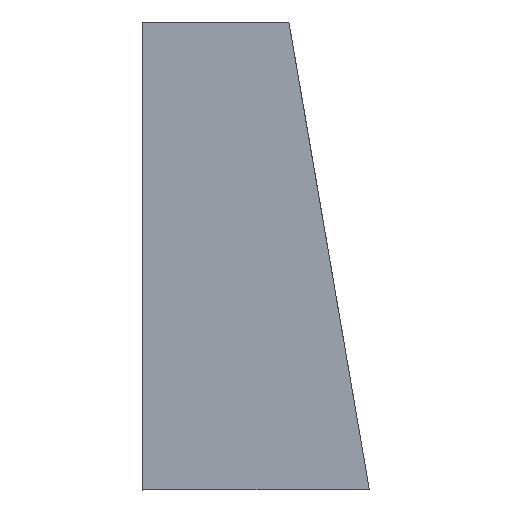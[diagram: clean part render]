
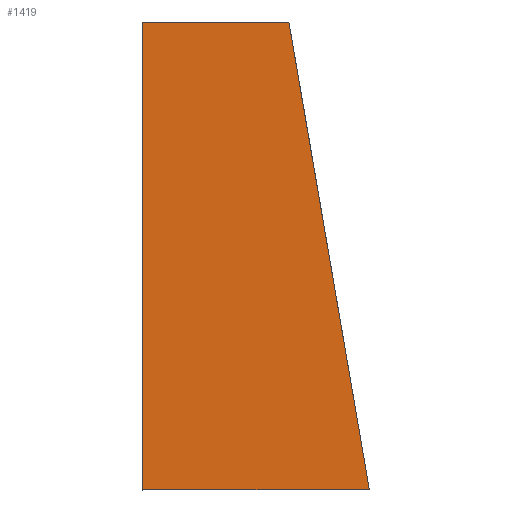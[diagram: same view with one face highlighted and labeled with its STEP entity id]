
A CAD part, left-side view. The second image highlights one B-rep face of the part: STEP entity #1419.
In plain terms, the highlighted planar face has unit normal (-1, 0, 0).
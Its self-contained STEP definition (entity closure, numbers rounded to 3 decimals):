
#308 = PLANE('',#309);
#309 = AXIS2_PLACEMENT_3D('',#310,#311,#312);
#310 = CARTESIAN_POINT('',(0.,3.1,6.4));
#311 = DIRECTION('',(0.,1.,0.));
#312 = DIRECTION('',(0.,0.,1.));
#393 = PLANE('',#394);
#394 = AXIS2_PLACEMENT_3D('',#395,#396,#397);
#395 = CARTESIAN_POINT('',(0.,3.1,-6.4));
#396 = DIRECTION('',(0.,0.,-1.));
#397 = DIRECTION('',(0.,1.,0.));
#457 = PLANE('',#458);
#458 = AXIS2_PLACEMENT_3D('',#459,#460,#461);
#459 = CARTESIAN_POINT('',(0.,-3.1,-6.4));
#460 = DIRECTION('',(0.,-0.986,0.169)
  );
#461 = DIRECTION('',(0.,-0.169,-0.986)
  );
#795 = VERTEX_POINT('',#796);
#796 = CARTESIAN_POINT('',(-14.6,3.1,6.4));
#810 = PLANE('',#811);
#811 = AXIS2_PLACEMENT_3D('',#812,#813,#814);
#812 = CARTESIAN_POINT('',(0.,-0.9,6.4));
#813 = DIRECTION('',(0.,0.,1.));
#814 = DIRECTION('',(0.,-1.,0.));
#822 = EDGE_CURVE('',#795,#823,#825,.T.);
#823 = VERTEX_POINT('',#824);
#824 = CARTESIAN_POINT('',(-14.6,3.1,
    -6.4));
#825 = SURFACE_CURVE('',#826,(#830,#837),.PCURVE_S1.);
#826 = LINE('',#827,#828);
#827 = CARTESIAN_POINT('',(-14.6,3.1,6.4));
#828 = VECTOR('',#829,1.);
#829 = DIRECTION('',(0.,0.,-1.));
#830 = PCURVE('',#308,#831);
#831 = DEFINITIONAL_REPRESENTATION('',(#832),#836);
#832 = LINE('',#833,#834);
#833 = CARTESIAN_POINT('',(0.,-14.6));
#834 = VECTOR('',#835,1.);
#835 = DIRECTION('',(-1.,0.));
#836 = ( GEOMETRIC_REPRESENTATION_CONTEXT(2) 
PARAMETRIC_REPRESENTATION_CONTEXT() REPRESENTATION_CONTEXT('2D SPACE',''
  ) );
#837 = PCURVE('',#838,#843);
#838 = PLANE('',#839);
#839 = AXIS2_PLACEMENT_3D('',#840,#841,#842);
#840 = CARTESIAN_POINT('',(-14.6,0.503,-0.391));
#841 = DIRECTION('',(1.,0.,0.));
#842 = DIRECTION('',(0.,0.,1.));
#843 = DEFINITIONAL_REPRESENTATION('',(#844),#848);
#844 = LINE('',#845,#846);
#845 = CARTESIAN_POINT('',(6.791,-2.597));
#846 = VECTOR('',#847,1.);
#847 = DIRECTION('',(-1.,0.));
#848 = ( GEOMETRIC_REPRESENTATION_CONTEXT(2) 
PARAMETRIC_REPRESENTATION_CONTEXT() REPRESENTATION_CONTEXT('2D SPACE',''
  ) );
#961 = EDGE_CURVE('',#823,#962,#964,.T.);
#962 = VERTEX_POINT('',#963);
#963 = CARTESIAN_POINT('',(-14.6,-3.1,-6.4));
#964 = SURFACE_CURVE('',#965,(#969,#976),.PCURVE_S1.);
#965 = LINE('',#966,#967);
#966 = CARTESIAN_POINT('',(-14.6,3.1,
    -6.4));
#967 = VECTOR('',#968,1.);
#968 = DIRECTION('',(0.,-1.,0.));
#969 = PCURVE('',#393,#970);
#970 = DEFINITIONAL_REPRESENTATION('',(#971),#975);
#971 = LINE('',#972,#973);
#972 = CARTESIAN_POINT('',(0.,-14.6));
#973 = VECTOR('',#974,1.);
#974 = DIRECTION('',(-1.,0.));
#975 = ( GEOMETRIC_REPRESENTATION_CONTEXT(2) 
PARAMETRIC_REPRESENTATION_CONTEXT() REPRESENTATION_CONTEXT('2D SPACE',''
  ) );
#976 = PCURVE('',#838,#977);
#977 = DEFINITIONAL_REPRESENTATION('',(#978),#982);
#978 = LINE('',#979,#980);
#979 = CARTESIAN_POINT('',(-6.009,-2.597));
#980 = VECTOR('',#981,1.);
#981 = DIRECTION('',(0.,1.));
#982 = ( GEOMETRIC_REPRESENTATION_CONTEXT(2) 
PARAMETRIC_REPRESENTATION_CONTEXT() REPRESENTATION_CONTEXT('2D SPACE',''
  ) );
#1096 = EDGE_CURVE('',#962,#1097,#1099,.T.);
#1097 = VERTEX_POINT('',#1098);
#1098 = CARTESIAN_POINT('',(-14.6,-0.9,6.4));
#1099 = SURFACE_CURVE('',#1100,(#1104,#1111),.PCURVE_S1.);
#1100 = LINE('',#1101,#1102);
#1101 = CARTESIAN_POINT('',(-14.6,-3.1,-6.4));
#1102 = VECTOR('',#1103,1.);
#1103 = DIRECTION('',(0.,0.169,0.986)
  );
#1104 = PCURVE('',#457,#1105);
#1105 = DEFINITIONAL_REPRESENTATION('',(#1106),#1110);
#1106 = LINE('',#1107,#1108);
#1107 = CARTESIAN_POINT('',(0.,-14.6));
#1108 = VECTOR('',#1109,1.);
#1109 = DIRECTION('',(-1.,0.));
#1110 = ( GEOMETRIC_REPRESENTATION_CONTEXT(2) 
PARAMETRIC_REPRESENTATION_CONTEXT() REPRESENTATION_CONTEXT('2D SPACE',''
  ) );
#1111 = PCURVE('',#838,#1112);
#1112 = DEFINITIONAL_REPRESENTATION('',(#1113),#1117);
#1113 = LINE('',#1114,#1115);
#1114 = CARTESIAN_POINT('',(-6.009,3.603));
#1115 = VECTOR('',#1116,1.);
#1116 = DIRECTION('',(0.986,-0.169));
#1117 = ( GEOMETRIC_REPRESENTATION_CONTEXT(2) 
PARAMETRIC_REPRESENTATION_CONTEXT() REPRESENTATION_CONTEXT('2D SPACE',''
  ) );
#1419 = ADVANCED_FACE('',(#1420),#838,.F.);
#1420 = FACE_BOUND('',#1421,.T.);
#1421 = EDGE_LOOP('',(#1422,#1443,#1444,#1445));
#1422 = ORIENTED_EDGE('',*,*,#1423,.T.);
#1423 = EDGE_CURVE('',#1097,#795,#1424,.T.);
#1424 = SURFACE_CURVE('',#1425,(#1429,#1436),.PCURVE_S1.);
#1425 = LINE('',#1426,#1427);
#1426 = CARTESIAN_POINT('',(-14.6,-0.9,6.4));
#1427 = VECTOR('',#1428,1.);
#1428 = DIRECTION('',(0.,1.,0.));
#1429 = PCURVE('',#838,#1430);
#1430 = DEFINITIONAL_REPRESENTATION('',(#1431),#1435);
#1431 = LINE('',#1432,#1433);
#1432 = CARTESIAN_POINT('',(6.791,1.403));
#1433 = VECTOR('',#1434,1.);
#1434 = DIRECTION('',(0.,-1.));
#1435 = ( GEOMETRIC_REPRESENTATION_CONTEXT(2) 
PARAMETRIC_REPRESENTATION_CONTEXT() REPRESENTATION_CONTEXT('2D SPACE',''
  ) );
#1436 = PCURVE('',#810,#1437);
#1437 = DEFINITIONAL_REPRESENTATION('',(#1438),#1442);
#1438 = LINE('',#1439,#1440);
#1439 = CARTESIAN_POINT('',(0.,-14.6));
#1440 = VECTOR('',#1441,1.);
#1441 = DIRECTION('',(-1.,0.));
#1442 = ( GEOMETRIC_REPRESENTATION_CONTEXT(2) 
PARAMETRIC_REPRESENTATION_CONTEXT() REPRESENTATION_CONTEXT('2D SPACE',''
  ) );
#1443 = ORIENTED_EDGE('',*,*,#822,.T.);
#1444 = ORIENTED_EDGE('',*,*,#961,.T.);
#1445 = ORIENTED_EDGE('',*,*,#1096,.T.);
